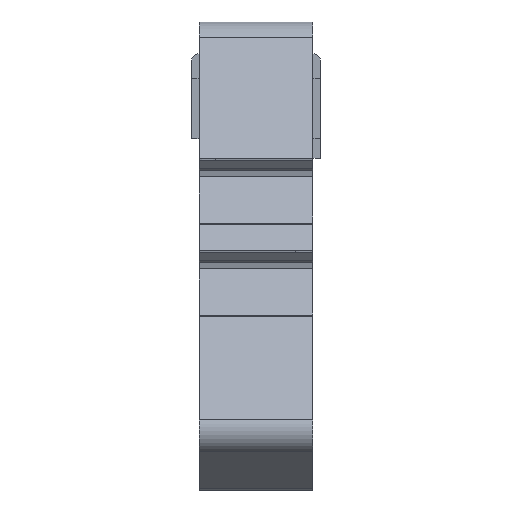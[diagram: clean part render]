
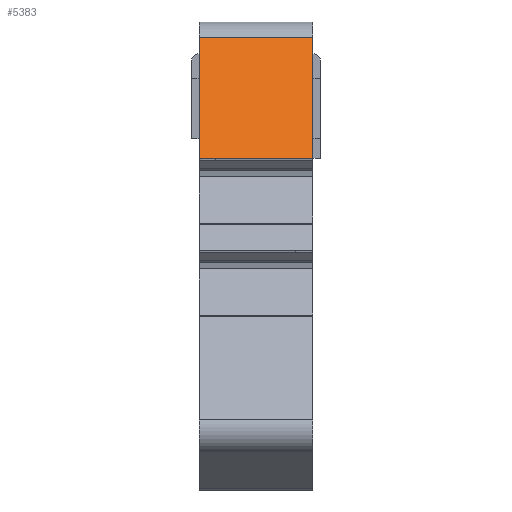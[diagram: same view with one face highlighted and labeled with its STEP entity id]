
A CAD part, front view. The second image highlights one B-rep face of the part: STEP entity #5383.
In plain terms, the highlighted planar face has unit normal (0, -0.866, 0.5).
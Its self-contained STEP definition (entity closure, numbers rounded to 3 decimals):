
#5028=AXIS2_PLACEMENT_3D('Plane Axis2P3D',#5025,#5026,#5027) ;
#621=CARTESIAN_POINT('Vertex',(0.5,10.155,21.857)) ;
#624=CARTESIAN_POINT('Line Origine',(0.5,12.462,25.854)) ;
#628=CARTESIAN_POINT('Vertex',(0.5,14.77,29.851)) ;
#2101=CARTESIAN_POINT('Vertex',(8.,14.77,29.851)) ;
#2104=CARTESIAN_POINT('Line Origine',(8.,12.462,25.854)) ;
#2108=CARTESIAN_POINT('Vertex',(8.,10.155,21.857)) ;
#3164=CARTESIAN_POINT('Vertex',(1.575,10.155,21.857)) ;
#3172=CARTESIAN_POINT('Line Origine',(4.787,10.155,21.857)) ;
#5025=CARTESIAN_POINT('Axis2P3D Location',(0.5,0.201,4.616)) ;
#5359=CARTESIAN_POINT('Line Origine',(5.16,10.155,21.857)) ;
#5371=CARTESIAN_POINT('Line Origine',(4.25,14.77,29.851)) ;
#625=DIRECTION('Vector Direction',(0.,0.5,0.866)) ;
#2105=DIRECTION('Vector Direction',(0.,0.5,0.866)) ;
#3173=DIRECTION('Vector Direction',(-1.,0.,0.)) ;
#5026=DIRECTION('Axis2P3D Direction',(0.,0.866,-0.5)) ;
#5027=DIRECTION('Axis2P3D XDirection',(0.,0.5,0.866)) ;
#5360=DIRECTION('Vector Direction',(1.,0.,0.)) ;
#5372=DIRECTION('Vector Direction',(1.,0.,0.)) ;
#626=VECTOR('Line Direction',#625,1.) ;
#2106=VECTOR('Line Direction',#2105,1.) ;
#3174=VECTOR('Line Direction',#3173,1.) ;
#5361=VECTOR('Line Direction',#5360,1.) ;
#5373=VECTOR('Line Direction',#5372,1.) ;
#5377=ORIENTED_EDGE('',*,*,#5363,.T.) ;
#5378=ORIENTED_EDGE('',*,*,#3176,.T.) ;
#5379=ORIENTED_EDGE('',*,*,#2110,.F.) ;
#5380=ORIENTED_EDGE('',*,*,#5375,.F.) ;
#5381=ORIENTED_EDGE('',*,*,#630,.T.) ;
#5383=ADVANCED_FACE('ISGH',(#5382),#5029,.F.) ;
#630=EDGE_CURVE('',#629,#622,#627,.F.) ;
#2110=EDGE_CURVE('',#2102,#2109,#2107,.F.) ;
#3176=EDGE_CURVE('',#3165,#2109,#3175,.F.) ;
#5363=EDGE_CURVE('',#622,#3165,#5362,.T.) ;
#5375=EDGE_CURVE('',#629,#2102,#5374,.T.) ;
#5376=EDGE_LOOP('',(#5377,#5378,#5379,#5380,#5381)) ;
#5382=FACE_OUTER_BOUND('',#5376,.T.) ;
#627=LINE('Line',#624,#626) ;
#2107=LINE('Line',#2104,#2106) ;
#3175=LINE('Line',#3172,#3174) ;
#5362=LINE('Line',#5359,#5361) ;
#5374=LINE('Line',#5371,#5373) ;
#5029=PLANE('',#5028) ;
#622=VERTEX_POINT('',#621) ;
#629=VERTEX_POINT('',#628) ;
#2102=VERTEX_POINT('',#2101) ;
#2109=VERTEX_POINT('',#2108) ;
#3165=VERTEX_POINT('',#3164) ;
